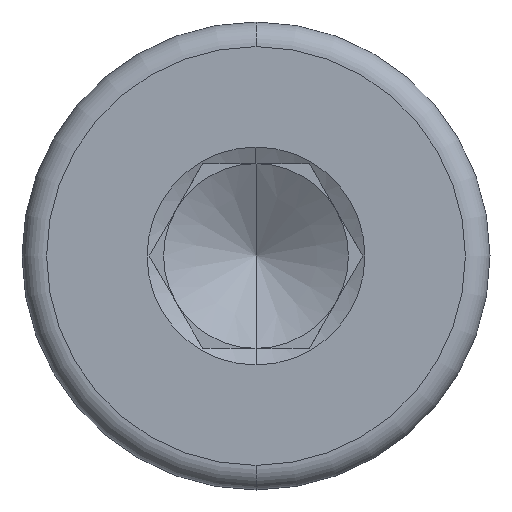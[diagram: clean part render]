
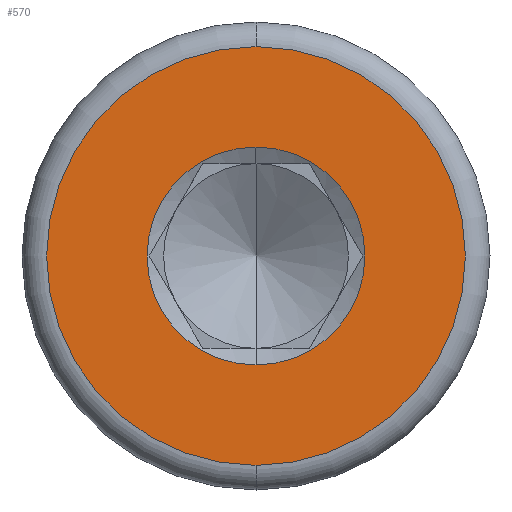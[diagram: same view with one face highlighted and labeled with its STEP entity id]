
A CAD part, left-side view. The second image highlights one B-rep face of the part: STEP entity #570.
In plain terms, the highlighted planar face has unit normal (-1, 0, 0).
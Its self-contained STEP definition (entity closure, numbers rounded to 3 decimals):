
#189=CARTESIAN_POINT('',(-2.,0.,-0.885));
#190=VERTEX_POINT('',#189);
#199=CARTESIAN_POINT('',(-2.,0.,0.885));
#200=VERTEX_POINT('',#199);
#201=CARTESIAN_POINT('',(-2.,0.,0.));
#202=DIRECTION('',(-1.,0.,-0.));
#203=DIRECTION('',(0.,0.,-1.));
#204=AXIS2_PLACEMENT_3D('',#201,#202,#203);
#205=CIRCLE('',#204,0.885);
#206=EDGE_CURVE('',#190,#200,#205,.T.);
#516=CARTESIAN_POINT('',(-2.,0.,1.7));
#517=VERTEX_POINT('',#516);
#525=CARTESIAN_POINT('',(-2.,-0.,-1.7));
#526=VERTEX_POINT('',#525);
#527=CARTESIAN_POINT('',(-2.,0.,0.));
#528=DIRECTION('',(1.,0.,0.));
#529=DIRECTION('',(0.,0.,-1.));
#530=AXIS2_PLACEMENT_3D('',#527,#528,#529);
#531=CIRCLE('',#530,1.7);
#532=EDGE_CURVE('',#517,#526,#531,.T.);
#545=CARTESIAN_POINT('',(-2.,0.,0.));
#546=DIRECTION('',(1.,0.,0.));
#547=DIRECTION('',(0.,0.,-1.));
#548=AXIS2_PLACEMENT_3D('',#545,#546,#547);
#549=PLANE('',#548);
#550=ORIENTED_EDGE('',*,*,#532,.F.);
#551=CARTESIAN_POINT('',(-2.,0.,0.));
#552=DIRECTION('',(1.,0.,0.));
#553=DIRECTION('',(0.,0.,-1.));
#554=AXIS2_PLACEMENT_3D('',#551,#552,#553);
#555=CIRCLE('',#554,1.7);
#556=EDGE_CURVE('',#526,#517,#555,.T.);
#557=ORIENTED_EDGE('',*,*,#556,.F.);
#558=EDGE_LOOP('',(#550,#557));
#559=FACE_BOUND('',#558,.T.);
#560=CARTESIAN_POINT('',(-2.,0.,0.));
#561=DIRECTION('',(-1.,0.,-0.));
#562=DIRECTION('',(0.,0.,-1.));
#563=AXIS2_PLACEMENT_3D('',#560,#561,#562);
#564=CIRCLE('',#563,0.885);
#565=EDGE_CURVE('',#200,#190,#564,.T.);
#566=ORIENTED_EDGE('',*,*,#565,.F.);
#567=ORIENTED_EDGE('',*,*,#206,.F.);
#568=EDGE_LOOP('',(#566,#567));
#569=FACE_BOUND('',#568,.T.);
#570=ADVANCED_FACE('',(#559,#569),#549,.F.);
